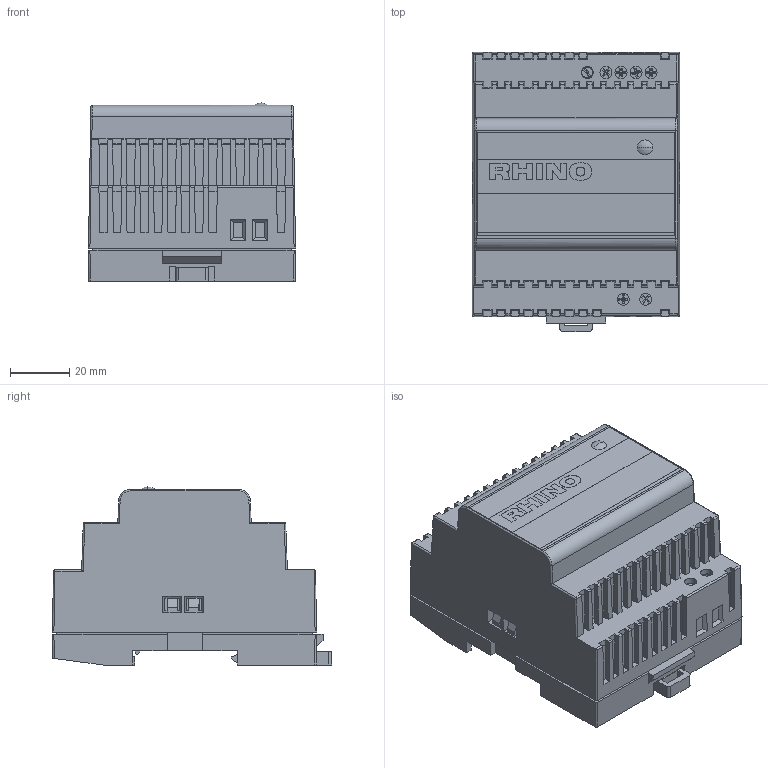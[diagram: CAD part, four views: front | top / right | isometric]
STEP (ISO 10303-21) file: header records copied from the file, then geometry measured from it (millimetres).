
FILE_DESCRIPTION (( 'STEP AP203' ), '1' );
FILE_NAME ('PSC-24-060.STEP', '2011-10-11T14:29:04', ( '.adc' ), ( '' ), 'SwSTEP 2.0', 'SolidWorks 2011', '' );
FILE_SCHEMA (( 'CONFIG_CONTROL_DESIGN' ));
Length unit declared in the file: inch
Products named in the file (1): PSC-24-060
Bounding box: 70.08 x 94.46 x 60.25 mm (x, y, z)
Volume: 279806.7 mm3; surface area: 40565.7 mm2
Topology: 1 solids, 1 shells, 709 faces, 2126 edges, 1372 vertices
Faces by surface type: plane 578, cylinder 95, bspline 23, sphere 8, cone 5
Entity records: 24910 total; most frequent: CARTESIAN_POINT 6139, ORIENTED_EDGE 4252, DIRECTION 3395, EDGE_CURVE 2126, LINE 1875, VECTOR 1875, VERTEX_POINT 1372, AXIS2_PLACEMENT_3D 760
